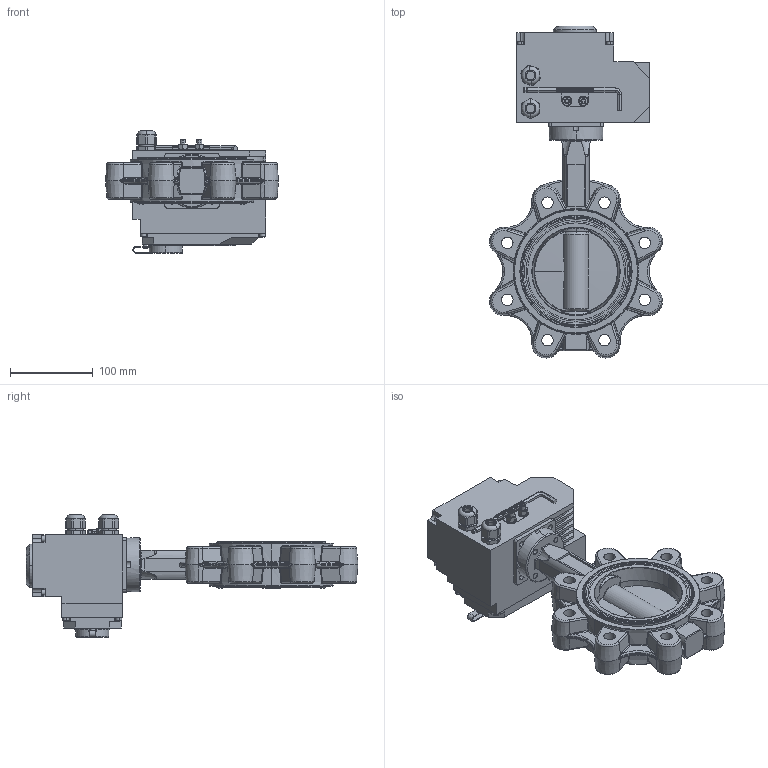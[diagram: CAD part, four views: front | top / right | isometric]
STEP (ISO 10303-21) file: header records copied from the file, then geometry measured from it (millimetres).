
FILE_DESCRIPTION (( 'STEP AP203' ), '1' );
FILE_NAME ('L9.000100E16C.STEP', '2023-03-08T08:04:23', ( '' ), ( '' ), 'SwSTEP 2.0', 'SolidWorks 2017', '' );
FILE_SCHEMA (( 'CONFIG_CONTROL_DESIGN' ));
Length unit declared in the file: millimetre
Products named in the file (1): L9.000100E16C
Bounding box: 209.53 x 401.76 x 148 mm (x, y, z)
Volume: 2749041.1 mm3; surface area: 260964.5 mm2
Topology: 1 solids, 6 shells, 1353 faces, 3361 edges, 2014 vertices
Faces by surface type: plane 498, cylinder 311, cone 182, bspline 158, torus 153, sphere 51
Entity records: 45827 total; most frequent: CARTESIAN_POINT 14966, ORIENTED_EDGE 6604, DIRECTION 6356, EDGE_CURVE 3302, AXIS2_PLACEMENT_3D 2466, VERTEX_POINT 2014, EDGE_LOOP 1430, LINE 1424
